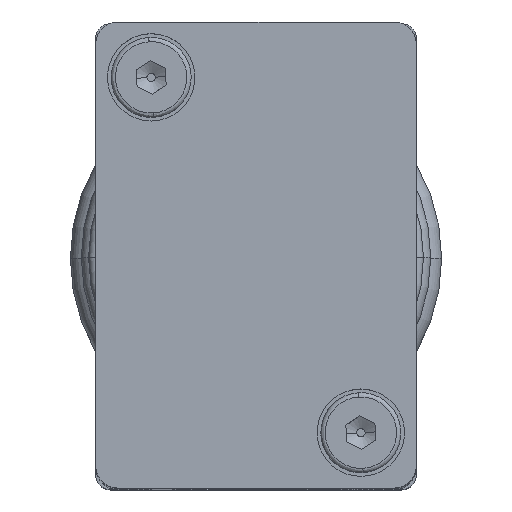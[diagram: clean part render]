
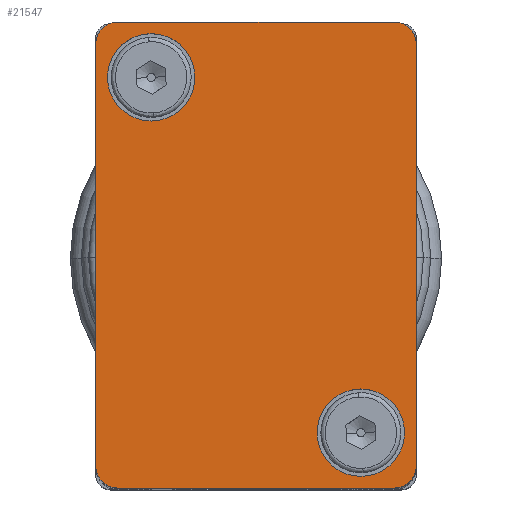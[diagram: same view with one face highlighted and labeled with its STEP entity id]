
A CAD part, top view. The second image highlights one B-rep face of the part: STEP entity #21547.
In plain terms, the highlighted face is planar.
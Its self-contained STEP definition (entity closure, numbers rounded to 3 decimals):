
#19961=CARTESIAN_POINT('',(7.2,6.25,15.2));
#19962=VERTEX_POINT('',#19961);
#19978=CARTESIAN_POINT('',(7.2,6.25,9.2));
#19979=VERTEX_POINT('',#19978);
#19986=CARTESIAN_POINT('',(7.2,6.25,12.2));
#19987=DIRECTION('',(0.0,-1.0,0.0));
#19988=DIRECTION('',(0.0,0.0,1.0));
#19989=AXIS2_PLACEMENT_3D('',#19986,#19987,#19988);
#19990=CIRCLE('',#19989,3.0);
#19991=EDGE_CURVE('',#19962,#19979,#19990,.T.);
#20003=CARTESIAN_POINT('',(-7.2,6.25,-9.2));
#20004=VERTEX_POINT('',#20003);
#20020=CARTESIAN_POINT('',(-7.2,6.25,-15.2));
#20021=VERTEX_POINT('',#20020);
#20028=CARTESIAN_POINT('',(-7.2,6.25,-12.2));
#20029=DIRECTION('',(0.0,-1.0,0.0));
#20030=DIRECTION('',(0.0,0.0,1.0));
#20031=AXIS2_PLACEMENT_3D('',#20028,#20029,#20030);
#20032=CIRCLE('',#20031,3.0);
#20033=EDGE_CURVE('',#20004,#20021,#20032,.T.);
#20045=CARTESIAN_POINT('',(-10.561,6.25,15.561));
#20046=VERTEX_POINT('',#20045);
#20062=CARTESIAN_POINT('',(-9.5,6.25,16.));
#20063=VERTEX_POINT('',#20062);
#20070=CARTESIAN_POINT('',(-9.5,6.25,14.5));
#20071=DIRECTION('',(0.0,-1.,0.0));
#20072=DIRECTION('',(-0.707,0.0,0.707));
#20073=AXIS2_PLACEMENT_3D('',#20070,#20071,#20072);
#20074=CIRCLE('',#20073,1.5);
#20075=EDGE_CURVE('',#20063,#20046,#20074,.T.);
#20087=CARTESIAN_POINT('',(-10.561,6.25,-15.561));
#20088=VERTEX_POINT('',#20087);
#20104=CARTESIAN_POINT('',(-11.0,6.25,-14.5));
#20105=VERTEX_POINT('',#20104);
#20112=CARTESIAN_POINT('',(-9.5,6.25,-14.5));
#20113=DIRECTION('',(0.0,-1.,0.0));
#20114=DIRECTION('',(-0.707,0.0,-0.707));
#20115=AXIS2_PLACEMENT_3D('',#20112,#20113,#20114);
#20116=CIRCLE('',#20115,1.5);
#20117=EDGE_CURVE('',#20105,#20088,#20116,.T.);
#20129=CARTESIAN_POINT('',(10.561,6.25,-15.561));
#20130=VERTEX_POINT('',#20129);
#20146=CARTESIAN_POINT('',(9.5,6.25,-16.0));
#20147=VERTEX_POINT('',#20146);
#20154=CARTESIAN_POINT('',(9.5,6.25,-14.5));
#20155=DIRECTION('',(0.0,-1.,0.0));
#20156=DIRECTION('',(0.707,0.0,-0.707));
#20157=AXIS2_PLACEMENT_3D('',#20154,#20155,#20156);
#20158=CIRCLE('',#20157,1.5);
#20159=EDGE_CURVE('',#20147,#20130,#20158,.T.);
#20171=CARTESIAN_POINT('',(10.561,6.25,15.561));
#20172=VERTEX_POINT('',#20171);
#20188=CARTESIAN_POINT('',(11.0,6.25,14.5));
#20189=VERTEX_POINT('',#20188);
#20196=CARTESIAN_POINT('',(9.5,6.25,14.5));
#20197=DIRECTION('',(0.0,-1.,0.0));
#20198=DIRECTION('',(0.707,0.0,0.707));
#20199=AXIS2_PLACEMENT_3D('',#20196,#20197,#20198);
#20200=CIRCLE('',#20199,1.5);
#20201=EDGE_CURVE('',#20189,#20172,#20200,.T.);
#21420=CARTESIAN_POINT('',(9.5,6.25,16.));
#21421=VERTEX_POINT('',#21420);
#21422=CARTESIAN_POINT('',(9.5,6.25,14.5));
#21423=DIRECTION('',(0.0,-1.,0.0));
#21424=DIRECTION('',(0.707,0.0,0.707));
#21425=AXIS2_PLACEMENT_3D('',#21422,#21423,#21424);
#21426=CIRCLE('',#21425,1.5);
#21427=EDGE_CURVE('',#20172,#21421,#21426,.T.);
#21453=CARTESIAN_POINT('',(9.5,6.25,16.));
#21454=DIRECTION('',(-1.0,0.0,0.0));
#21455=VECTOR('',#21454,19.0);
#21456=LINE('',#21453,#21455);
#21457=EDGE_CURVE('',#21421,#20063,#21456,.T.);
#21469=CARTESIAN_POINT('',(0.,6.25,0.));
#21470=DIRECTION('',(0.0,1.0,0.0));
#21471=DIRECTION('',(0.0,0.0,1.0));
#21472=AXIS2_PLACEMENT_3D('',#21469,#21470,#21471);
#21473=PLANE('',#21472);
#21474=ORIENTED_EDGE('',*,*,#20201,.F.);
#21475=CARTESIAN_POINT('',(11.0,6.25,-14.5));
#21476=VERTEX_POINT('',#21475);
#21477=CARTESIAN_POINT('',(11.0,6.25,-14.5));
#21478=DIRECTION('',(0.0,0.0,1.0));
#21479=VECTOR('',#21478,29.0);
#21480=LINE('',#21477,#21479);
#21481=EDGE_CURVE('',#21476,#20189,#21480,.T.);
#21482=ORIENTED_EDGE('',*,*,#21481,.F.);
#21483=CARTESIAN_POINT('',(9.5,6.25,-14.5));
#21484=DIRECTION('',(0.0,-1.,0.0));
#21485=DIRECTION('',(0.707,0.0,-0.707));
#21486=AXIS2_PLACEMENT_3D('',#21483,#21484,#21485);
#21487=CIRCLE('',#21486,1.5);
#21488=EDGE_CURVE('',#20130,#21476,#21487,.T.);
#21489=ORIENTED_EDGE('',*,*,#21488,.F.);
#21490=ORIENTED_EDGE('',*,*,#20159,.F.);
#21491=CARTESIAN_POINT('',(-9.5,6.25,-16.));
#21492=VERTEX_POINT('',#21491);
#21493=CARTESIAN_POINT('',(-9.5,6.25,-16.));
#21494=DIRECTION('',(1.0,0.0,0.0));
#21495=VECTOR('',#21494,19.0);
#21496=LINE('',#21493,#21495);
#21497=EDGE_CURVE('',#21492,#20147,#21496,.T.);
#21498=ORIENTED_EDGE('',*,*,#21497,.F.);
#21499=CARTESIAN_POINT('',(-9.5,6.25,-14.5));
#21500=DIRECTION('',(0.0,-1.,0.0));
#21501=DIRECTION('',(-0.707,0.0,-0.707));
#21502=AXIS2_PLACEMENT_3D('',#21499,#21500,#21501);
#21503=CIRCLE('',#21502,1.5);
#21504=EDGE_CURVE('',#20088,#21492,#21503,.T.);
#21505=ORIENTED_EDGE('',*,*,#21504,.F.);
#21506=ORIENTED_EDGE('',*,*,#20117,.F.);
#21507=CARTESIAN_POINT('',(-11.0,6.25,14.5));
#21508=VERTEX_POINT('',#21507);
#21509=CARTESIAN_POINT('',(-11.0,6.25,14.5));
#21510=DIRECTION('',(0.0,0.0,-1.0));
#21511=VECTOR('',#21510,29.);
#21512=LINE('',#21509,#21511);
#21513=EDGE_CURVE('',#21508,#20105,#21512,.T.);
#21514=ORIENTED_EDGE('',*,*,#21513,.F.);
#21515=CARTESIAN_POINT('',(-9.5,6.25,14.5));
#21516=DIRECTION('',(0.0,-1.,0.0));
#21517=DIRECTION('',(-0.707,0.0,0.707));
#21518=AXIS2_PLACEMENT_3D('',#21515,#21516,#21517);
#21519=CIRCLE('',#21518,1.5);
#21520=EDGE_CURVE('',#20046,#21508,#21519,.T.);
#21521=ORIENTED_EDGE('',*,*,#21520,.F.);
#21522=ORIENTED_EDGE('',*,*,#20075,.F.);
#21523=ORIENTED_EDGE('',*,*,#21457,.F.);
#21524=ORIENTED_EDGE('',*,*,#21427,.F.);
#21525=EDGE_LOOP('',(#21474,#21482,#21489,#21490,#21498,#21505,#21506,#21514,#21521,#21522,#21523,#21524));
#21526=FACE_OUTER_BOUND('',#21525,.T.);
#21527=ORIENTED_EDGE('',*,*,#20033,.T.);
#21528=CARTESIAN_POINT('',(-7.2,6.25,-12.2));
#21529=DIRECTION('',(0.0,-1.0,0.0));
#21530=DIRECTION('',(0.0,0.0,1.0));
#21531=AXIS2_PLACEMENT_3D('',#21528,#21529,#21530);
#21532=CIRCLE('',#21531,3.0);
#21533=EDGE_CURVE('',#20021,#20004,#21532,.T.);
#21534=ORIENTED_EDGE('',*,*,#21533,.T.);
#21535=EDGE_LOOP('',(#21527,#21534));
#21536=FACE_BOUND('',#21535,.T.);
#21537=ORIENTED_EDGE('',*,*,#19991,.T.);
#21538=CARTESIAN_POINT('',(7.2,6.25,12.2));
#21539=DIRECTION('',(0.0,-1.0,0.0));
#21540=DIRECTION('',(0.0,0.0,1.0));
#21541=AXIS2_PLACEMENT_3D('',#21538,#21539,#21540);
#21542=CIRCLE('',#21541,3.0);
#21543=EDGE_CURVE('',#19979,#19962,#21542,.T.);
#21544=ORIENTED_EDGE('',*,*,#21543,.T.);
#21545=EDGE_LOOP('',(#21537,#21544));
#21546=FACE_BOUND('',#21545,.T.);
#21547=ADVANCED_FACE('',(#21526,#21536,#21546),#21473,.T.);
